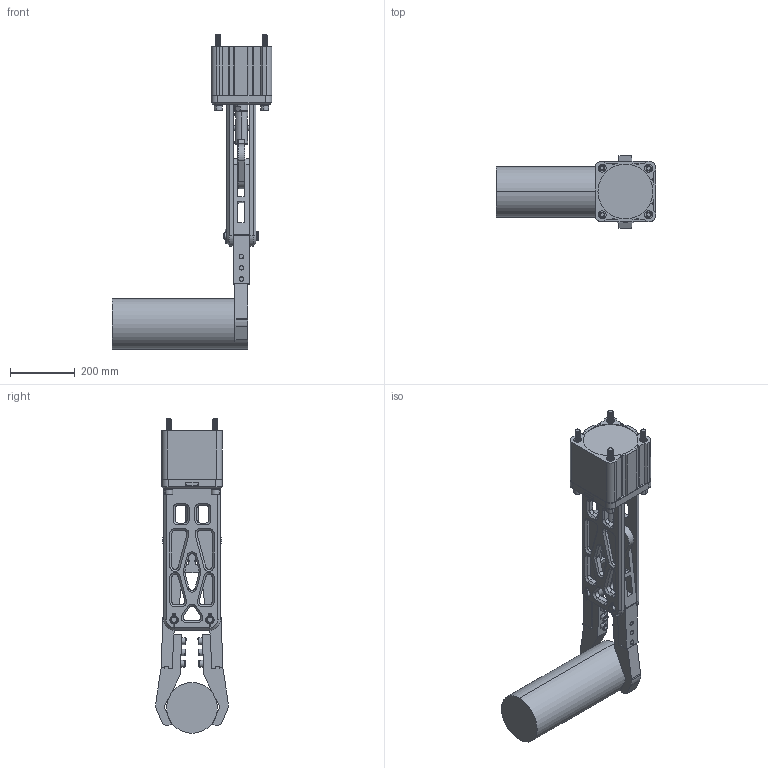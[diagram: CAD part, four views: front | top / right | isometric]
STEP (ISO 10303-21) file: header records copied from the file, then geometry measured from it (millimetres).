
FILE_DESCRIPTION (( 'STEP AP203' ), '1' );
FILE_NAME ('FY12H-D160X2.STEP', '2025-05-13T02:53:47', ( 'User' ), ( 'Microsoft' ), 'SwSTEP 2.0', 'SolidWorks 2015', '' );
FILE_SCHEMA (( 'CONFIG_CONTROL_DESIGN' ));
Length unit declared in the file: millimetre
Products named in the file (20): 157X420; FY12H-D160X2芢裝; 160ァ詰极; 16X70; ACQ160X100 活塞杆模拟; FY12H-D160X2种粣蹟邡; 薄型气缸SDA160X60气缸总成; split pins_GB_CONNECTING_PIECE_PIN_AP 5X32; FY12H-D160X2醱啣A; hexagon socket head cap screws gb_GB_FASTENER_SCREWS_HSHCS M14X45-N; M16X220; FY12H-D160X2蟀諉攫; hexagon socket head cap screws gb_GB_FASTENER_SCREWS_HSHCS M14X60-N; spring lock washers--normal type gb_GB_FASTENER_WASHER_SW 16; FY12H-D160X2標芛; FY12H-D160X2; FY12H-D160X2三角驱动块; 25X32X25; 157X420忒硌; 25X50
Assembly tree (44 placements, depth 3):
  FY12H-D160X2
    FY12H-D160X2醱啣A  x2
    FY12H-D160X2蟀諉攫
    FY12H-D160X2標芛  x2
    25X32X25  x2
    25X50  x2
    FY12H-D160X2芢裝
    16X70
    FY12H-D160X2种粣蹟邡  x2
    split pins_GB_CONNECTING_PIECE_PIN_AP 5X32  x2
    M16X220  x4
    spring lock washers--normal type gb_GB_FASTENER_WASHER_SW 16  x4
    FY12H-D160X2三角驱动块
    157X420忒硌  x2
    157X420
    薄型气缸SDA160X60气缸总成
      160ァ詰极
      ACQ160X100 活塞杆模拟
    hexagon socket head cap screws gb_GB_FASTENER_SCREWS_HSHCS M14X45-N  x8
    hexagon socket head cap screws gb_GB_FASTENER_SCREWS_HSHCS M14X60-N  x6
Bounding box: 494 x 225.01 x 973.92 mm (x, y, z)
Volume: 16977651 mm3; surface area: 1631942.5 mm2
Topology: 43 solids, 49 shells, 3714 faces, 9568 edges, 6144 vertices
Faces by surface type: plane 1568, bspline 1099, cylinder 601, cone 358, torus 88
Entity records: 103588 total; most frequent: CARTESIAN_POINT 55157, ORIENTED_EDGE 10454, DIRECTION 7515, EDGE_CURVE 5227, VERTEX_POINT 3373, LINE 3017, VECTOR 3017, EDGE_LOOP 2264
